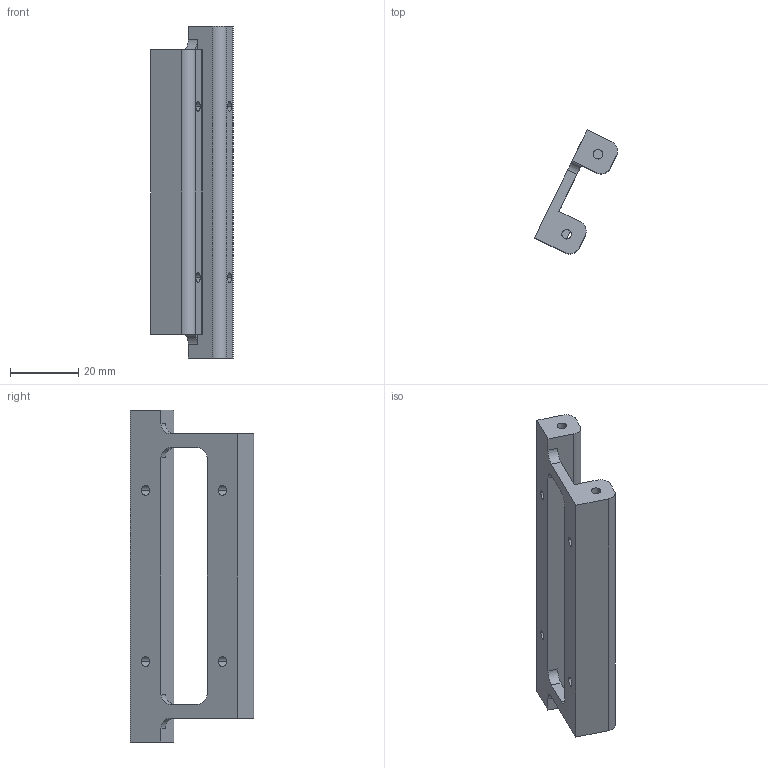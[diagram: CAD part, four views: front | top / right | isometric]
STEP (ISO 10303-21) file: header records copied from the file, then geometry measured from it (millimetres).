
FILE_DESCRIPTION (( 'STEP AP203' ), '1' );
FILE_NAME ('ScreenHolder.STEP', '2022-03-18T04:01:22', ( '' ), ( '' ), 'SwSTEP 2.0', 'SolidWorks 2021', '' );
FILE_SCHEMA (( 'CONFIG_CONTROL_DESIGN' ));
Length unit declared in the file: millimetre
Products named in the file (1): ScreenHolder
Bounding box: 24.21 x 36.14 x 97 mm (x, y, z)
Volume: 20377.5 mm3; surface area: 9516.4 mm2
Topology: 1 solids, 1 shells, 49 faces, 138 edges, 92 vertices
Faces by surface type: cylinder 27, plane 22
Entity records: 1717 total; most frequent: CARTESIAN_POINT 298, DIRECTION 288, ORIENTED_EDGE 276, EDGE_CURVE 138, AXIS2_PLACEMENT_3D 106, VERTEX_POINT 92, VECTOR 76, LINE 76
